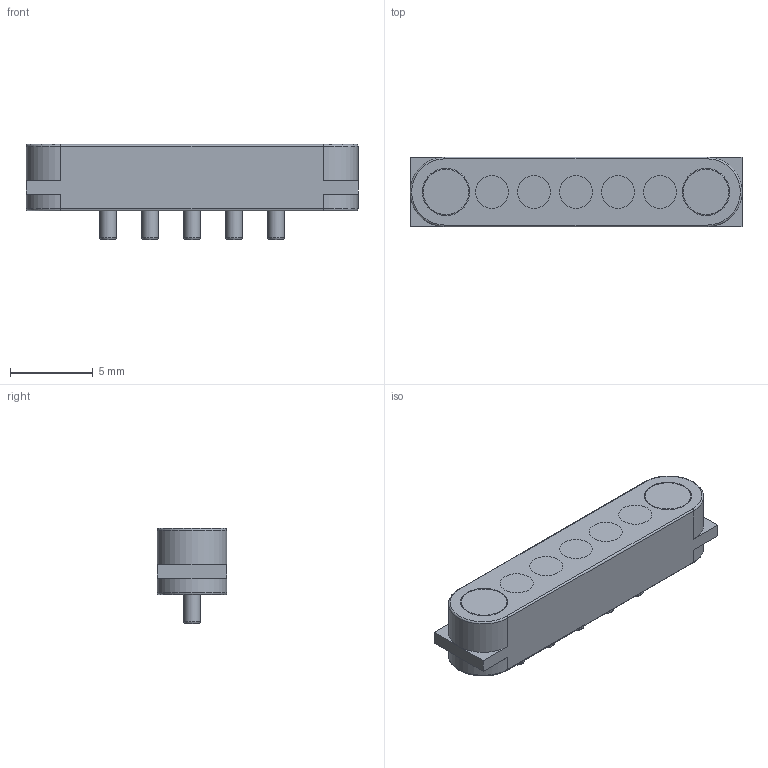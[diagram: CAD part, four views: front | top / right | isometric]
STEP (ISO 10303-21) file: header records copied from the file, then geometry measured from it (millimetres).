
FILE_DESCRIPTION(/* description */ (''),/* implementation_level */ '2;1');
FILE_NAME(/* name */ '5413 Mag Connector (5-pin, Straight, Pads).step',/* time_stamp */ '2022-05-29T19:54:38-05:00',/* author */ (''),/* organization */ (''),/* preprocessor_version */ 'ST-DEVELOPER v19',/* originating_system */ 'Autodesk Translation Framework v11.7.0.108',/* authorisation */ '');
FILE_SCHEMA (('AUTOMOTIVE_DESIGN { 1 0 10303 214 3 1 1 }'));
Length unit declared in the file: millimetre
Products named in the file (4): 5413 Mag Connector (5-pin, Straight, Pads); Housing; Magnet; Pins
Assembly tree (3 placements, depth 2):
  5413 Mag Connector (5-pin, Straight, Pads)
    Housing
    Magnet
    Pins
Bounding box: 20.08 x 4.2 x 5.75 mm (x, y, z)
Volume: 321 mm3; surface area: 773.8 mm2
Topology: 8 solids, 13 shells, 128 faces, 215 edges, 138 vertices
Faces by surface type: plane 63, cylinder 52, torus 13
Full cylindrical faces by diameter (mm): 0.9 x5, 1 x5, 1.15 x10, 2 x20, 2.85 x4
Entity records: 3197 total; most frequent: DIRECTION 620, CARTESIAN_POINT 488, ORIENTED_EDGE 430, AXIS2_PLACEMENT_3D 270, EDGE_CURVE 215, EDGE_LOOP 167, VERTEX_POINT 138, CIRCLE 135
